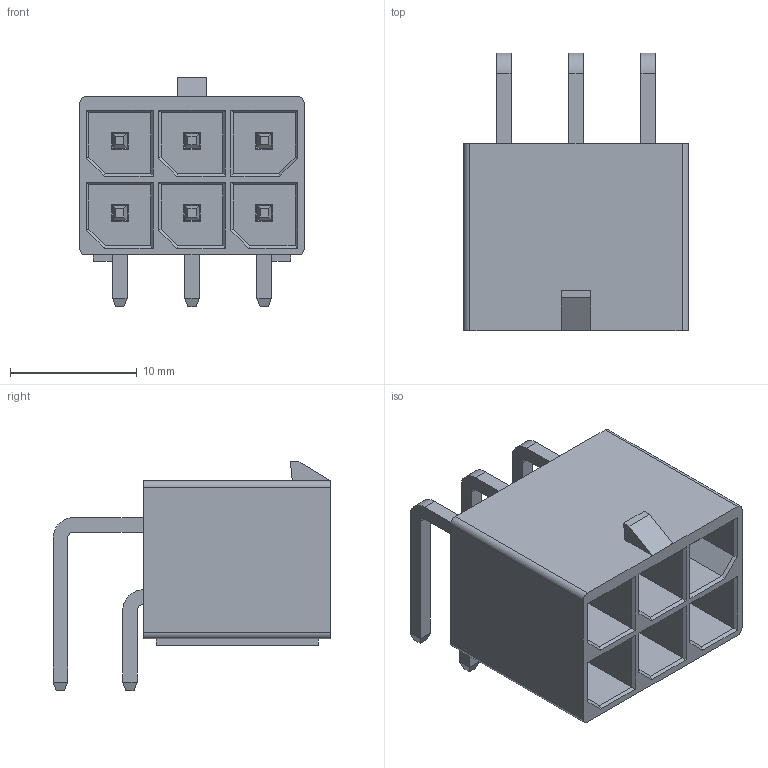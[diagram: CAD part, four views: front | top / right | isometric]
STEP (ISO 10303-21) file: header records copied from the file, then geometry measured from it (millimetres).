
FILE_DESCRIPTION(/* description */ ('Unknown'),/* implementation_level */ '2;1');
FILE_NAME(/* name */ '657006230101',/* time_stamp */ '2022-10-17T14:50:07+02:00',/* author */ ('Unknown'),/* organization */ ('Unknown'),/* preprocessor_version */ 'ST-DEVELOPER v18.102',/* originating_system */ 'Solid Edge',/* authorisation */ 'Unknown');
FILE_SCHEMA (('AUTOMOTIVE_DESIGN {1 0 10303 214 3 1 1}'));
Length unit declared in the file: millimetre
Products named in the file (4): 6570xx230101; 657006230101; 657002230101_Pin1; 657002230101_Pin2
Assembly tree (7 placements, depth 2):
  6570xx230101
    657006230101
    657002230101_Pin1  x3
    657002230101_Pin2  x3
Bounding box: 17.75 x 21.94 x 18.13 mm (x, y, z)
Volume: 1751 mm3; surface area: 3664.8 mm2
Topology: 7 solids, 7 shells, 414 faces, 1018 edges, 634 vertices
Faces by surface type: plane 374, cylinder 40
Entity records: 10088 total; most frequent: CARTESIAN_POINT 1746, ORIENTED_EDGE 1716, DIRECTION 1622, EDGE_CURVE 858, LINE 794, VECTOR 794, VERTEX_POINT 538, AXIS2_PLACEMENT_3D 414
